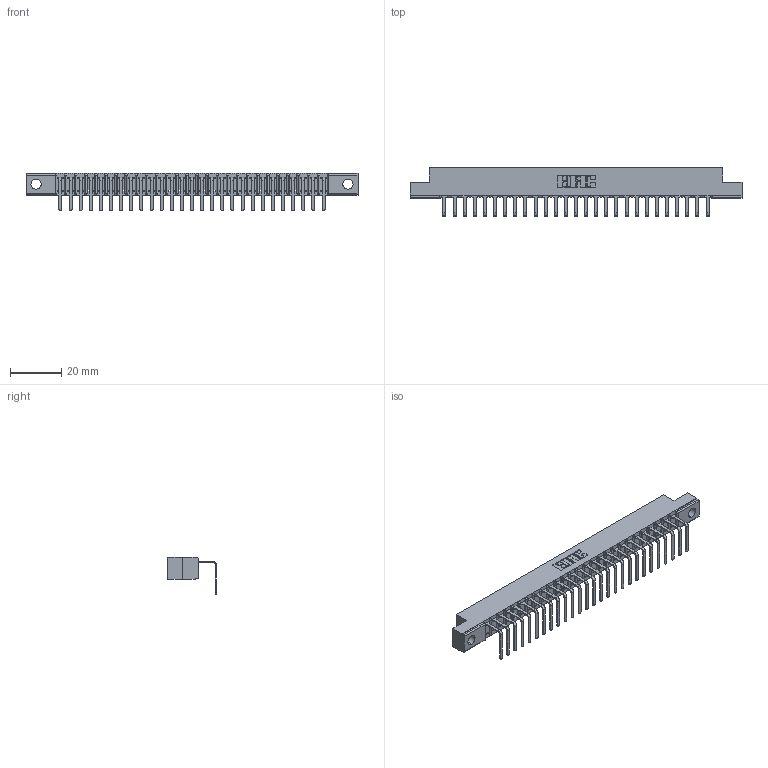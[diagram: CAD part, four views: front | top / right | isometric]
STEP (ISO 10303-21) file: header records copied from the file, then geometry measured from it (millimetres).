
FILE_DESCRIPTION (( 'STEP AP203' ), '1' );
FILE_NAME ('307-027-558-102.STEP', '2019-09-04T14:01:53', ( '' ), ( '' ), 'SwSTEP 2.0', 'SolidWorks 2016', '' );
FILE_SCHEMA (( 'CONFIG_CONTROL_DESIGN' ));
Length unit declared in the file: inch
Products named in the file (3): 307 Part_.128 Dia Mounting Holes; 307-027-558-102; 307-290-001_558 - 2 (Single)
Assembly tree (28 placements, depth 2):
  307-027-558-102
    307 Part_.128 Dia Mounting Holes
    307-290-001_558 - 2 (Single)  x27
Bounding box: 130 x 18.96 x 14.81 mm (x, y, z)
Volume: 8229.6 mm3; surface area: 13520.9 mm2
Topology: 28 solids, 28 shells, 1766 faces, 5021 edges, 3234 vertices
Faces by surface type: plane 1123, cylinder 587, sphere 56
Entity records: 25102 total; most frequent: CARTESIAN_POINT 4224, ORIENTED_EDGE 4210, DIRECTION 4117, EDGE_CURVE 2105, VECTOR 1607, LINE 1607, VERTEX_POINT 1362, AXIS2_PLACEMENT_3D 1255
